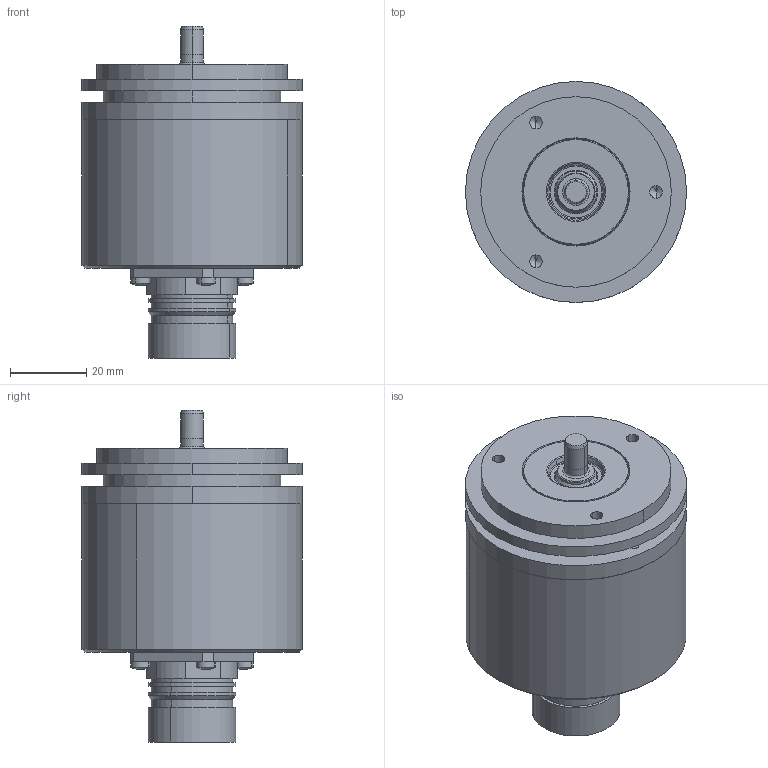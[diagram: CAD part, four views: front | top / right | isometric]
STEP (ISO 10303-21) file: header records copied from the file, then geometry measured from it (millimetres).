
FILE_DESCRIPTION((''),'2;1');
FILE_NAME('517596','2010-11-10T',('se2802'),(''),'PRO/ENGINEER BY PARAMETRIC TECHNOLOGY CORPORATION, 2010180','PRO/ENGINEER BY PARAMETRIC TECHNOLOGY CORPORATION, 2010180','');
FILE_SCHEMA(('CONFIG_CONTROL_DESIGN'));
Products named in the file (1): 517596
Bounding box: 58 x 58 x 87.1 mm (x, y, z)
Volume: 84925.1 mm3; surface area: 45107.3 mm2
Topology: 1 solids, 3 shells, 1475 faces, 4046 edges, 2632 vertices
Faces by surface type: cylinder 533, plane 476, extrusion 324, cone 66, torus 62, sphere 14
Entity records: 52504 total; most frequent: CARTESIAN_POINT 15335, ORIENTED_EDGE 8076, DIRECTION 7216, EDGE_CURVE 4038, AXIS2_PLACEMENT_3D 2635, VERTEX_POINT 2632, VECTOR 1946, EDGE_LOOP 1632
